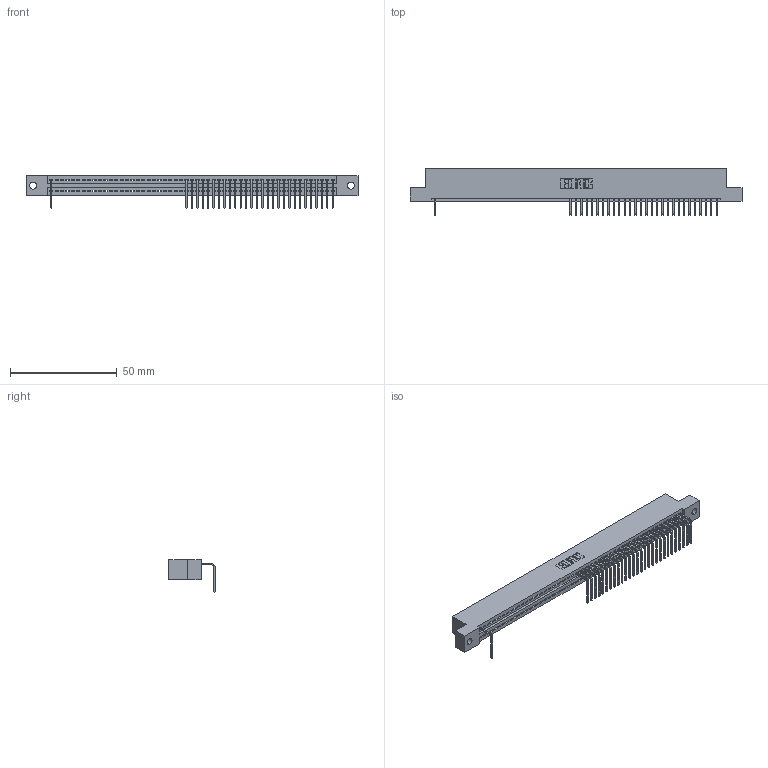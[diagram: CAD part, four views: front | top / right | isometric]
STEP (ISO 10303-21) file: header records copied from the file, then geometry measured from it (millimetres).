
FILE_DESCRIPTION (( 'STEP AP203' ), '1' );
FILE_NAME ('345-053-558-102.STEP', '2018-09-23T19:01:25', ( '' ), ( '' ), 'SwSTEP 2.0', 'SolidWorks 2016', '' );
FILE_SCHEMA (( 'CONFIG_CONTROL_DESIGN' ));
Length unit declared in the file: inch
Products named in the file (3): 345 Part_Flush Mounting Lugs - 0.128 Dia; 345-292-001_558 Tail - 2; 345-053-558-102
Assembly tree (30 placements, depth 2):
  345-053-558-102
    345 Part_Flush Mounting Lugs - 0.128 Dia
    345-292-001_558 Tail - 2  x29
Bounding box: 155.83 x 21.83 x 15.37 mm (x, y, z)
Volume: 14676 mm3; surface area: 18489.4 mm2
Topology: 30 solids, 30 shells, 2250 faces, 6915 edges, 4570 vertices
Faces by surface type: plane 1634, cylinder 616
Entity records: 37727 total; most frequent: ORIENTED_EDGE 6662, CARTESIAN_POINT 6651, DIRECTION 5765, EDGE_CURVE 3331, LINE 2987, VECTOR 2987, VERTEX_POINT 2218, AXIS2_PLACEMENT_3D 1389
